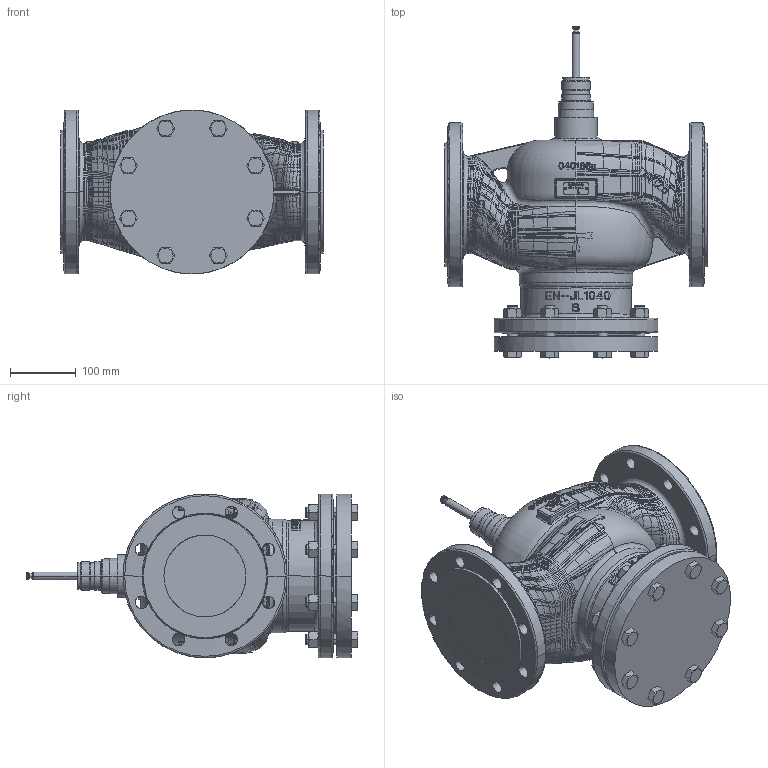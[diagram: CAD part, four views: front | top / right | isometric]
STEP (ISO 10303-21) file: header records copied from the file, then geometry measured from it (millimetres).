
FILE_DESCRIPTION(('CATIA V5 STEP Exchange','CAx-IF Rec.Pracs.--- Model Styling and Organization---1.4--- 2014-01-23','CAx-IF Rec.Pracs.---3D Tessellated Data Validation Properties---0.5---2014-09-14'),'2;1');
FILE_NAME('STEP_636120_-_TST.stp','2021-06-07T11:59:16+00:00',('none'),('none'),'CATIA Version 5-6 Release 2019 SP3','CATIA V5 STEP AP242 v1','none');
FILE_SCHEMA(('AP242_MANAGED_MODEL_BASED_3D_ENGINEERING_MIM_LF {1 0 10303 442 1 1 4}'));
Products named in the file (1): 636120 - TST
Bounding box: 400 x 506.51 x 250 mm (x, y, z)
Volume: 16738474.8 mm3; surface area: 693248.8 mm2
Topology: 1 solids, 2 shells, 7298 faces, 16665 edges, 9399 vertices
Faces by surface type: bspline 5406, plane 1447, cylinder 246, cone 108, sphere 40, torus 40, extrusion 11
Entity records: 356261 total; most frequent: CARTESIAN_POINT 241344, ORIENTED_EDGE 33234, EDGE_CURVE 16617, B_SPLINE_CURVE_WITH_KNOTS 13782, VERTEX_POINT 9399, EDGE_LOOP 7430, ADVANCED_FACE 7298, FACE_OUTER_BOUND 7298
